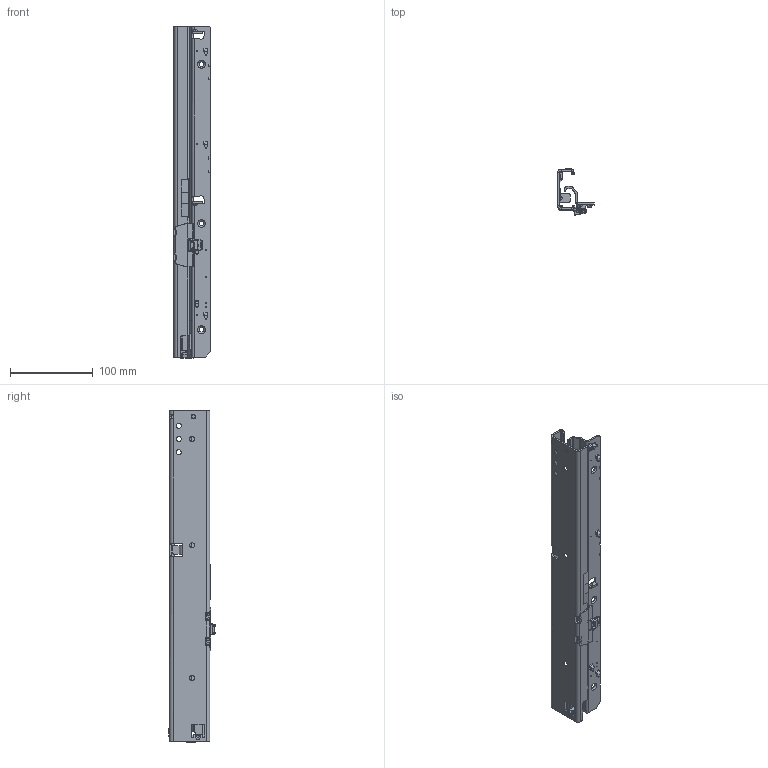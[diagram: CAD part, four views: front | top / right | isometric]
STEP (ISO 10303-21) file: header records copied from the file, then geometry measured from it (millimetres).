
FILE_DESCRIPTION (( 'STEP AP214' ), '1' );
FILE_NAME ('7075A.400-GA.0000_closed.STEP', '2023-04-27T09:42:59', ( '' ), ( '' ), 'SwSTEP 2.0', 'SolidWorks 2020', '' );
FILE_SCHEMA (( 'AUTOMOTIVE_DESIGN' ));
Length unit declared in the file: millimetre
Products named in the file (9): MT-012; PG-030; 7075A.XXX-01.0000_NL 400; 7075A.400-GA.0000_closed; 7100A.XXX-03.A047_NL  400; 7075A.XXX-01.A156_NL  400; MT-012.Softierung; 7100A.XXX-03.0000_NL 400 eingefahren
Assembly tree (8 placements, depth 4):
  7075A.400-GA.0000_closed
    7075A.XXX-01.0000_NL 400
      7075A.XXX-01.A156_NL  400
      PG-030
      MT-012
        MT-012
        MT-012.Softierung
    7100A.XXX-03.0000_NL 400 eingefahren
      7100A.XXX-03.A047_NL  400
Bounding box: 44.45 x 55.75 x 400 mm (x, y, z)
Volume: 122919.5 mm3; surface area: 116484.5 mm2
Topology: 5 solids, 5 shells, 1542 faces, 4022 edges, 2404 vertices
Faces by surface type: plane 537, cylinder 530, bspline 242, torus 116, sphere 69, cone 48
Entity records: 56251 total; most frequent: CARTESIAN_POINT 19632, ORIENTED_EDGE 7872, DIRECTION 7037, EDGE_CURVE 3936, AXIS2_PLACEMENT_3D 2525, VERTEX_POINT 2400, LINE 1987, VECTOR 1987
